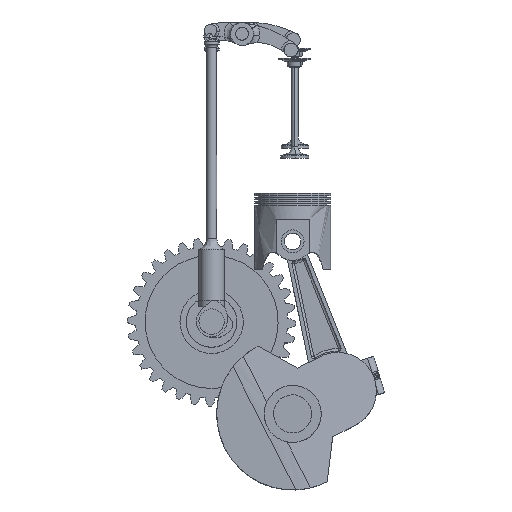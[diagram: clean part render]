
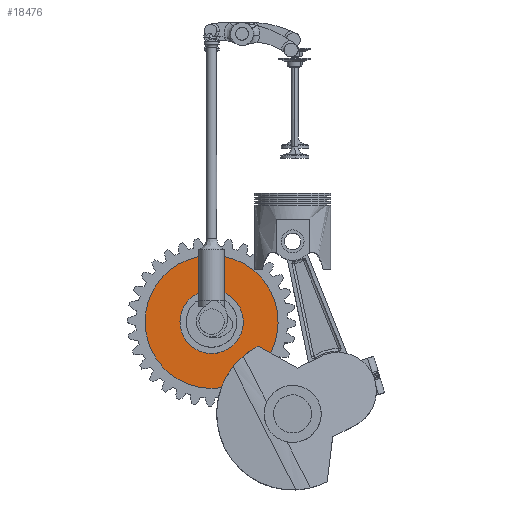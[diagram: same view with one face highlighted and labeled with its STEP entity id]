
A CAD part, top view. The second image highlights one B-rep face of the part: STEP entity #18476.
In plain terms, the highlighted free-form (B-spline) face has degree [1, 1] with [2, 2] control points.
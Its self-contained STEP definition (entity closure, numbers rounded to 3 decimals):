
#13375 = EDGE_CURVE('',#13376,#13378,#13380,.T.);
#13376 = VERTEX_POINT('',#13377);
#13377 = CARTESIAN_POINT('',(-100.048,82.459,
    -107.36));
#13378 = VERTEX_POINT('',#13379);
#13379 = CARTESIAN_POINT('',(-43.848,81.426,
    -107.36));
#13380 = ( BOUNDED_CURVE() B_SPLINE_CURVE(2,(#13381,#13382,#13383,#13384
,#13385),.UNSPECIFIED.,.F.,.F.) B_SPLINE_CURVE_WITH_KNOTS((3,2,3),(0.,
1.571,3.142),.PIECEWISE_BEZIER_KNOTS.) CURVE() 
GEOMETRIC_REPRESENTATION_ITEM() RATIONAL_B_SPLINE_CURVE((1.,
0.707,1.,0.707,1.)) REPRESENTATION_ITEM('') );
#13381 = CARTESIAN_POINT('',(-100.048,82.459,
    -107.36));
#13382 = CARTESIAN_POINT('',(-100.564,54.359,
    -107.36));
#13383 = CARTESIAN_POINT('',(-72.464,53.842,
    -107.36));
#13384 = CARTESIAN_POINT('',(-44.365,53.326,
    -107.36));
#13385 = CARTESIAN_POINT('',(-43.848,81.426,
    -107.36));
#13424 = VERTEX_POINT('',#13425);
#13425 = CARTESIAN_POINT('',(-130.958,83.027,
    -107.36));
#13443 = VERTEX_POINT('',#13444);
#13444 = CARTESIAN_POINT('',(-12.938,80.857,
    -107.36));
#13449 = EDGE_CURVE('',#13443,#13424,#13450,.T.);
#13450 = ( BOUNDED_CURVE() B_SPLINE_CURVE(2,(#13451,#13452,#13453,#13454
,#13455),.UNSPECIFIED.,.F.,.F.) B_SPLINE_CURVE_WITH_KNOTS((3,2,3),(
    3.142,4.712,6.283),
.PIECEWISE_BEZIER_KNOTS.) CURVE() GEOMETRIC_REPRESENTATION_ITEM() 
RATIONAL_B_SPLINE_CURVE((1.,0.707,1.,0.707,1.)) 
REPRESENTATION_ITEM('') );
#13451 = CARTESIAN_POINT('',(-12.938,80.857,
    -107.36));
#13452 = CARTESIAN_POINT('',(-11.853,139.867,
    -107.36));
#13453 = CARTESIAN_POINT('',(-70.863,140.952,
    -107.36));
#13454 = CARTESIAN_POINT('',(-129.873,142.037,
    -107.36));
#13455 = CARTESIAN_POINT('',(-130.958,83.027,
    -107.36));
#18457 = EDGE_CURVE('',#13424,#13443,#18458,.T.);
#18458 = ( BOUNDED_CURVE() B_SPLINE_CURVE(2,(#18459,#18460,#18461,#18462
,#18463),.UNSPECIFIED.,.F.,.F.) B_SPLINE_CURVE_WITH_KNOTS((3,2,3),(0.,
1.571,3.142),.PIECEWISE_BEZIER_KNOTS.) CURVE() 
GEOMETRIC_REPRESENTATION_ITEM() RATIONAL_B_SPLINE_CURVE((1.,
0.707,1.,0.707,1.)) REPRESENTATION_ITEM('') );
#18459 = CARTESIAN_POINT('',(-130.958,83.027,
    -107.36));
#18460 = CARTESIAN_POINT('',(-132.042,24.017,
    -107.36));
#18461 = CARTESIAN_POINT('',(-73.033,22.932,
    -107.36));
#18462 = CARTESIAN_POINT('',(-14.023,21.848,
    -107.36));
#18463 = CARTESIAN_POINT('',(-12.938,80.857,
    -107.36));
#18476 = ADVANCED_FACE('',(#18477,#18488),#18492,.T.);
#18477 = FACE_BOUND('',#18478,.T.);
#18478 = EDGE_LOOP('',(#18479,#18480));
#18479 = ORIENTED_EDGE('',*,*,#13375,.F.);
#18480 = ORIENTED_EDGE('',*,*,#18481,.F.);
#18481 = EDGE_CURVE('',#13378,#13376,#18482,.T.);
#18482 = ( BOUNDED_CURVE() B_SPLINE_CURVE(2,(#18483,#18484,#18485,#18486
,#18487),.UNSPECIFIED.,.F.,.F.) B_SPLINE_CURVE_WITH_KNOTS((3,2,3),(
    3.142,4.712,6.283),
.PIECEWISE_BEZIER_KNOTS.) CURVE() GEOMETRIC_REPRESENTATION_ITEM() 
RATIONAL_B_SPLINE_CURVE((1.,0.707,1.,0.707,1.)) 
REPRESENTATION_ITEM('') );
#18483 = CARTESIAN_POINT('',(-43.848,81.426,
    -107.36));
#18484 = CARTESIAN_POINT('',(-43.331,109.525,
    -107.36));
#18485 = CARTESIAN_POINT('',(-71.431,110.042,
    -107.36));
#18486 = CARTESIAN_POINT('',(-99.531,110.559,
    -107.36));
#18487 = CARTESIAN_POINT('',(-100.048,82.459,
    -107.36));
#18488 = FACE_BOUND('',#18489,.T.);
#18489 = EDGE_LOOP('',(#18490,#18491));
#18490 = ORIENTED_EDGE('',*,*,#18457,.T.);
#18491 = ORIENTED_EDGE('',*,*,#13449,.T.);
#18492 = B_SPLINE_SURFACE_WITH_KNOTS('',1,1,(
    (#18493,#18494)
    ,(#18495,#18496
  )),.UNSPECIFIED.,.F.,.F.,.F.,(2,2),(2,2),(-52.5,52.5),(-52.5,52.5),
  .PIECEWISE_BEZIER_KNOTS.);
#18493 = CARTESIAN_POINT('',(-11.853,139.867,
    -107.36));
#18494 = CARTESIAN_POINT('',(-14.023,21.848,
    -107.36));
#18495 = CARTESIAN_POINT('',(-129.873,142.037,
    -107.36));
#18496 = CARTESIAN_POINT('',(-132.042,24.017,
    -107.36));
